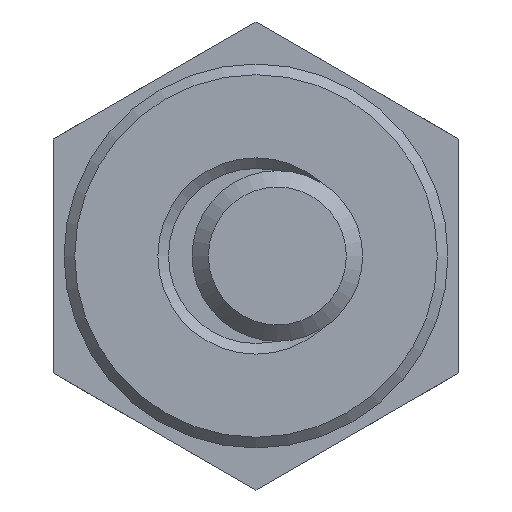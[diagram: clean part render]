
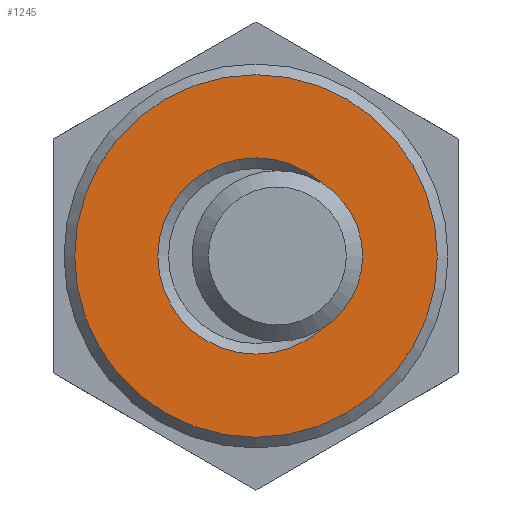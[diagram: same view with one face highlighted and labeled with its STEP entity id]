
A CAD part, front view. The second image highlights one B-rep face of the part: STEP entity #1245.
In plain terms, the highlighted planar face has unit normal (0, -1, 0).
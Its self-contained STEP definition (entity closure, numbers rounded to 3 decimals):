
#1214=CARTESIAN_POINT('',(8.5,-3.55,0.));
#1215=VERTEX_POINT('',#1214);
#1216=CARTESIAN_POINT('',(0.,-3.55,0.0));
#1217=DIRECTION('',(0.0,1.0,0.0));
#1218=DIRECTION('',(-1.0,0.0,0.0));
#1219=AXIS2_PLACEMENT_3D('',#1216,#1217,#1218);
#1220=CIRCLE('',#1219,8.5);
#1221=EDGE_CURVE('',#1215,#1215,#1220,.T.);
#1226=CARTESIAN_POINT('',(0.,-3.55,0.0));
#1227=DIRECTION('',(0.0,-1.0,0.0));
#1228=DIRECTION('',(-1.0,0.0,0.0));
#1229=AXIS2_PLACEMENT_3D('',#1226,#1227,#1228);
#1230=PLANE('',#1229);
#1231=ORIENTED_EDGE('',*,*,#1221,.F.);
#1232=EDGE_LOOP('',(#1231));
#1233=FACE_OUTER_BOUND('',#1232,.T.);
#1234=CARTESIAN_POINT('',(4.6,-3.55,0.));
#1235=VERTEX_POINT('',#1234);
#1236=CARTESIAN_POINT('',(0.,-3.55,0.0));
#1237=DIRECTION('',(0.0,-1.0,0.0));
#1238=DIRECTION('',(-1.0,0.0,0.0));
#1239=AXIS2_PLACEMENT_3D('',#1236,#1237,#1238);
#1240=CIRCLE('',#1239,4.6);
#1241=EDGE_CURVE('',#1235,#1235,#1240,.T.);
#1242=ORIENTED_EDGE('',*,*,#1241,.F.);
#1243=EDGE_LOOP('',(#1242));
#1244=FACE_BOUND('',#1243,.T.);
#1245=ADVANCED_FACE('',(#1233,#1244),#1230,.T.);
